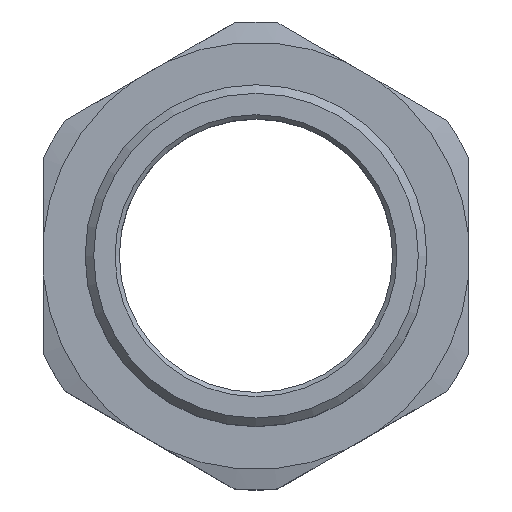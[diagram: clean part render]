
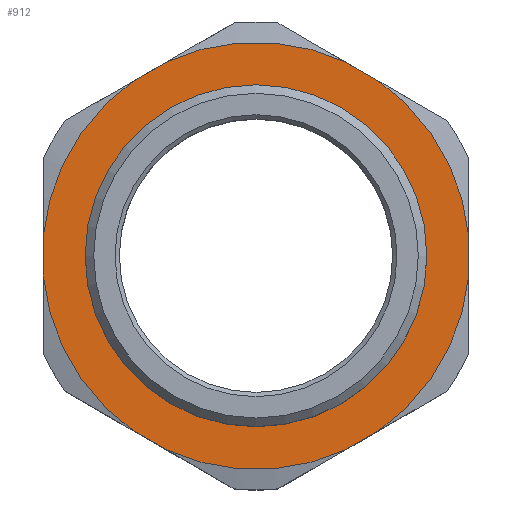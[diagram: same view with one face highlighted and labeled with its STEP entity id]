
A CAD part, top view. The second image highlights one B-rep face of the part: STEP entity #912.
In plain terms, the highlighted planar face has unit normal (0, 0, 1).
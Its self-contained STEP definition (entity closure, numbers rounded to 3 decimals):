
#2 = DIRECTION ( 'NONE',  ( 0., 0., -1. ) ) ;
#12 = CARTESIAN_POINT ( 'NONE',  ( 2.568, -27.269, 23.2 ) ) ;
#23 = ORIENTED_EDGE ( 'NONE', *, *, #659, .T. ) ;
#55 = CARTESIAN_POINT ( 'NONE',  ( 14.385, 20.447, 23.2 ) ) ;
#56 = CIRCLE ( 'NONE', #653, 25. ) ;
#61 = AXIS2_PLACEMENT_3D ( 'NONE', #553, #811, #395 ) ;
#66 = EDGE_CURVE ( 'NONE', #726, #572, #340, .T. ) ;
#68 = VERTEX_POINT ( 'NONE', #113 ) ;
#72 = PLANE ( 'NONE',  #900 ) ;
#93 = VERTEX_POINT ( 'NONE', #596 ) ;
#95 = CIRCLE ( 'NONE', #117, 25. ) ;
#100 = EDGE_LOOP ( 'NONE', ( #223, #229, #156, #126, #105, #552, #894, #23, #902, #567, #672, #562 ) ) ;
#105 = ORIENTED_EDGE ( 'NONE', *, *, #227, .F. ) ;
#113 = CARTESIAN_POINT ( 'NONE',  ( -24.9, -2.234, 23.2 ) ) ;
#117 = AXIS2_PLACEMENT_3D ( 'NONE', #650, #140, #300 ) ;
#125 = EDGE_CURVE ( 'NONE', #204, #880, #1004, .T. ) ;
#126 = ORIENTED_EDGE ( 'NONE', *, *, #530, .T. ) ;
#127 = CARTESIAN_POINT ( 'NONE',  ( 10.515, -22.681, 23.2 ) ) ;
#134 = VERTEX_POINT ( 'NONE', #127 ) ;
#135 = CARTESIAN_POINT ( 'NONE',  ( 0., 0., 23.2 ) ) ;
#137 = EDGE_CURVE ( 'NONE', #68, #377, #95, .T. ) ;
#140 = DIRECTION ( 'NONE',  ( 0., 0., 1. ) ) ;
#142 = CARTESIAN_POINT ( 'NONE',  ( -14.385, -20.447, 23.2 ) ) ;
#153 = CARTESIAN_POINT ( 'NONE',  ( 0., 20., 23.2 ) ) ;
#156 = ORIENTED_EDGE ( 'NONE', *, *, #407, .F. ) ;
#186 = LINE ( 'NONE', #276, #195 ) ;
#195 = VECTOR ( 'NONE', #609, 1000. ) ;
#204 = VERTEX_POINT ( 'NONE', #1029 ) ;
#223 = ORIENTED_EDGE ( 'NONE', *, *, #317, .F. ) ;
#227 = EDGE_CURVE ( 'NONE', #726, #134, #891, .T. ) ;
#229 = ORIENTED_EDGE ( 'NONE', *, *, #137, .T. ) ;
#234 = DIRECTION ( 'NONE',  ( -0.866, 0.5, 0. ) ) ;
#243 = VECTOR ( 'NONE', #234, 1000. ) ;
#249 = EDGE_CURVE ( 'NONE', #733, #324, #697, .T. ) ;
#270 = VECTOR ( 'NONE', #655, 1000. ) ;
#271 = LINE ( 'NONE', #568, #243 ) ;
#274 = CARTESIAN_POINT ( 'NONE',  ( -10.515, -22.681, 23.2 ) ) ;
#276 = CARTESIAN_POINT ( 'NONE',  ( 24.9, -11.411, 23.2 ) ) ;
#300 = DIRECTION ( 'NONE',  ( -1., 0., 0. ) ) ;
#303 = DIRECTION ( 'NONE',  ( 0., 0., 1. ) ) ;
#313 = CARTESIAN_POINT ( 'NONE',  ( -2.568, 27.269, 23.2 ) ) ;
#317 = EDGE_CURVE ( 'NONE', #68, #204, #492, .T. ) ;
#324 = VERTEX_POINT ( 'NONE', #460 ) ;
#336 = DIRECTION ( 'NONE',  ( 0., 0., 1. ) ) ;
#340 = CIRCLE ( 'NONE', #856, 25. ) ;
#377 = VERTEX_POINT ( 'NONE', #142 ) ;
#393 = DIRECTION ( 'NONE',  ( 0., 0., -1. ) ) ;
#395 = DIRECTION ( 'NONE',  ( -1., 0., 0. ) ) ;
#407 = EDGE_CURVE ( 'NONE', #478, #377, #271, .T. ) ;
#448 = DIRECTION ( 'NONE',  ( 0., 0., 1. ) ) ;
#460 = CARTESIAN_POINT ( 'NONE',  ( -10.515, 22.681, 23.2 ) ) ;
#475 = EDGE_CURVE ( 'NONE', #93, #572, #186, .T. ) ;
#478 = VERTEX_POINT ( 'NONE', #274 ) ;
#481 = ORIENTED_EDGE ( 'NONE', *, *, #813, .T. ) ;
#492 = LINE ( 'NONE', #526, #523 ) ;
#494 = DIRECTION ( 'NONE',  ( 0., 1., 0. ) ) ;
#509 = DIRECTION ( 'NONE',  ( 0., 1., 0. ) ) ;
#518 = AXIS2_PLACEMENT_3D ( 'NONE', #589, #2, #494 ) ;
#523 = VECTOR ( 'NONE', #509, 1000. ) ;
#526 = CARTESIAN_POINT ( 'NONE',  ( -24.9, 11.411, 23.2 ) ) ;
#530 = EDGE_CURVE ( 'NONE', #478, #134, #56, .T. ) ;
#542 = CARTESIAN_POINT ( 'NONE',  ( 0., 20., 23.2 ) ) ;
#552 = ORIENTED_EDGE ( 'NONE', *, *, #66, .T. ) ;
#553 = CARTESIAN_POINT ( 'NONE',  ( 0., 0., 23.2 ) ) ;
#562 = ORIENTED_EDGE ( 'NONE', *, *, #125, .F. ) ;
#567 = ORIENTED_EDGE ( 'NONE', *, *, #249, .T. ) ;
#568 = CARTESIAN_POINT ( 'NONE',  ( -22.332, -15.859, 23.2 ) ) ;
#572 = VERTEX_POINT ( 'NONE', #868 ) ;
#589 = CARTESIAN_POINT ( 'NONE',  ( 0., 0., 23.2 ) ) ;
#595 = CIRCLE ( 'NONE', #927, 25. ) ;
#596 = CARTESIAN_POINT ( 'NONE',  ( 24.9, 2.234, 23.2 ) ) ;
#598 = EDGE_CURVE ( 'NONE', #880, #324, #1032, .T. ) ;
#606 = CARTESIAN_POINT ( 'NONE',  ( 14.385, -20.447, 23.2 ) ) ;
#609 = DIRECTION ( 'NONE',  ( 0., -1., 0. ) ) ;
#648 = VECTOR ( 'NONE', #716, 1000. ) ;
#650 = CARTESIAN_POINT ( 'NONE',  ( 0., 0., 23.2 ) ) ;
#653 = AXIS2_PLACEMENT_3D ( 'NONE', #943, #448, #1016 ) ;
#655 = DIRECTION ( 'NONE',  ( 0.866, 0.5, 0. ) ) ;
#657 = CARTESIAN_POINT ( 'NONE',  ( -14.385, 20.447, 23.2 ) ) ;
#659 = EDGE_CURVE ( 'NONE', #93, #994, #595, .T. ) ;
#672 = ORIENTED_EDGE ( 'NONE', *, *, #598, .F. ) ;
#676 = AXIS2_PLACEMENT_3D ( 'NONE', #135, #336, #762 ) ;
#692 = FACE_BOUND ( 'NONE', #989, .T. ) ;
#697 = CIRCLE ( 'NONE', #676, 25. ) ;
#698 = CARTESIAN_POINT ( 'NONE',  ( 0., 0., 23.2 ) ) ;
#716 = DIRECTION ( 'NONE',  ( 0.866, -0.5, 0. ) ) ;
#726 = VERTEX_POINT ( 'NONE', #606 ) ;
#733 = VERTEX_POINT ( 'NONE', #840 ) ;
#762 = DIRECTION ( 'NONE',  ( -1., 0., 0. ) ) ;
#773 = LINE ( 'NONE', #796, #648 ) ;
#779 = VERTEX_POINT ( 'NONE', #542 ) ;
#796 = CARTESIAN_POINT ( 'NONE',  ( 22.332, 15.859, 23.2 ) ) ;
#811 = DIRECTION ( 'NONE',  ( 0., 0., -1. ) ) ;
#813 = EDGE_CURVE ( 'NONE', #779, #779, #826, .T. ) ;
#820 = VECTOR ( 'NONE', #930, 1000. ) ;
#826 = CIRCLE ( 'NONE', #518, 20. ) ;
#836 = DIRECTION ( 'NONE',  ( -1., 0., 0. ) ) ;
#840 = CARTESIAN_POINT ( 'NONE',  ( 10.515, 22.681, 23.2 ) ) ;
#849 = DIRECTION ( 'NONE',  ( -1., 0., 0. ) ) ;
#856 = AXIS2_PLACEMENT_3D ( 'NONE', #907, #303, #836 ) ;
#868 = CARTESIAN_POINT ( 'NONE',  ( 24.9, -2.234, 23.2 ) ) ;
#880 = VERTEX_POINT ( 'NONE', #657 ) ;
#891 = LINE ( 'NONE', #12, #820 ) ;
#892 = DIRECTION ( 'NONE',  ( -1., 0., 0. ) ) ;
#894 = ORIENTED_EDGE ( 'NONE', *, *, #475, .F. ) ;
#897 = FACE_OUTER_BOUND ( 'NONE', #100, .T. ) ;
#900 = AXIS2_PLACEMENT_3D ( 'NONE', #153, #393, #892 ) ;
#902 = ORIENTED_EDGE ( 'NONE', *, *, #1026, .F. ) ;
#907 = CARTESIAN_POINT ( 'NONE',  ( 0., 0., 23.2 ) ) ;
#912 = ADVANCED_FACE ( 'NONE', ( #692, #897 ), #72, .F. ) ;
#927 = AXIS2_PLACEMENT_3D ( 'NONE', #698, #976, #849 ) ;
#930 = DIRECTION ( 'NONE',  ( -0.866, -0.5, 0. ) ) ;
#943 = CARTESIAN_POINT ( 'NONE',  ( 0., 0., 23.2 ) ) ;
#976 = DIRECTION ( 'NONE',  ( 0., 0., 1. ) ) ;
#989 = EDGE_LOOP ( 'NONE', ( #481 ) ) ;
#994 = VERTEX_POINT ( 'NONE', #55 ) ;
#1004 = CIRCLE ( 'NONE', #61, 25. ) ;
#1016 = DIRECTION ( 'NONE',  ( -1., 0., 0. ) ) ;
#1026 = EDGE_CURVE ( 'NONE', #733, #994, #773, .T. ) ;
#1029 = CARTESIAN_POINT ( 'NONE',  ( -24.9, 2.234, 23.2 ) ) ;
#1032 = LINE ( 'NONE', #313, #270 ) ;
